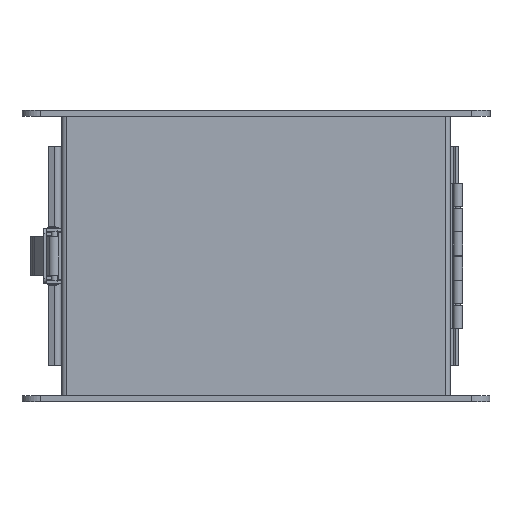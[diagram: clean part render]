
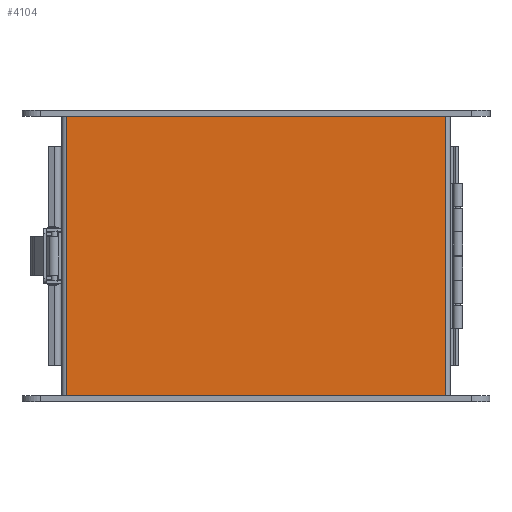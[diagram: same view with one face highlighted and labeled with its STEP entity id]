
A CAD part, front view. The second image highlights one B-rep face of the part: STEP entity #4104.
In plain terms, the highlighted face is planar.
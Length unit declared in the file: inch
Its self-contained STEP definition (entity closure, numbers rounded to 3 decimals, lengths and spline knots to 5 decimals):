
#203=PLANE('',#4370);
#364=FACE_OUTER_BOUND('',#602,.T.);
#602=EDGE_LOOP('',(#2887,#2888,#2889,#2890));
#1084=LINE('',#6102,#1474);
#1089=LINE('',#6120,#1479);
#1093=LINE('',#6134,#1483);
#1095=LINE('',#6137,#1485);
#1474=VECTOR('',#4861,6.);
#1479=VECTOR('',#4884,6.);
#1483=VECTOR('',#4904,7.7895);
#1485=VECTOR('',#4908,7.7895);
#1849=VERTEX_POINT('',#6099);
#1850=VERTEX_POINT('',#6101);
#1853=VERTEX_POINT('',#6117);
#1854=VERTEX_POINT('',#6119);
#2245=EDGE_CURVE('',#1850,#1849,#1084,.T.);
#2254=EDGE_CURVE('',#1854,#1853,#1089,.T.);
#2261=EDGE_CURVE('',#1850,#1853,#1093,.T.);
#2263=EDGE_CURVE('',#1854,#1849,#1095,.T.);
#2887=ORIENTED_EDGE('',*,*,#2245,.T.);
#2888=ORIENTED_EDGE('',*,*,#2263,.F.);
#2889=ORIENTED_EDGE('',*,*,#2254,.T.);
#2890=ORIENTED_EDGE('',*,*,#2261,.F.);
#4104=ADVANCED_FACE('',(#364),#203,.F.);
#4370=AXIS2_PLACEMENT_3D('',#6136,#4906,#4907);
#4861=DIRECTION('',(0.,-1.,0.));
#4884=DIRECTION('',(0.,1.,0.));
#4904=DIRECTION('',(-1.,0.,0.));
#4906=DIRECTION('center_axis',(0.,0.,1.));
#4907=DIRECTION('ref_axis',(1.,0.,0.));
#4908=DIRECTION('',(1.,0.,0.));
#6099=CARTESIAN_POINT('',(3.89475,-3.,0.));
#6101=CARTESIAN_POINT('',(3.89475,3.,0.));
#6102=CARTESIAN_POINT('',(3.89475,1.5,0.));
#6117=CARTESIAN_POINT('',(-3.89475,3.,0.));
#6119=CARTESIAN_POINT('',(-3.89475,-3.,0.));
#6120=CARTESIAN_POINT('',(-3.89475,-1.5,0.));
#6134=CARTESIAN_POINT('',(4.,3.,0.));
#6136=CARTESIAN_POINT('Origin',(0.,0.,
0.));
#6137=CARTESIAN_POINT('',(-4.,-3.,0.));
